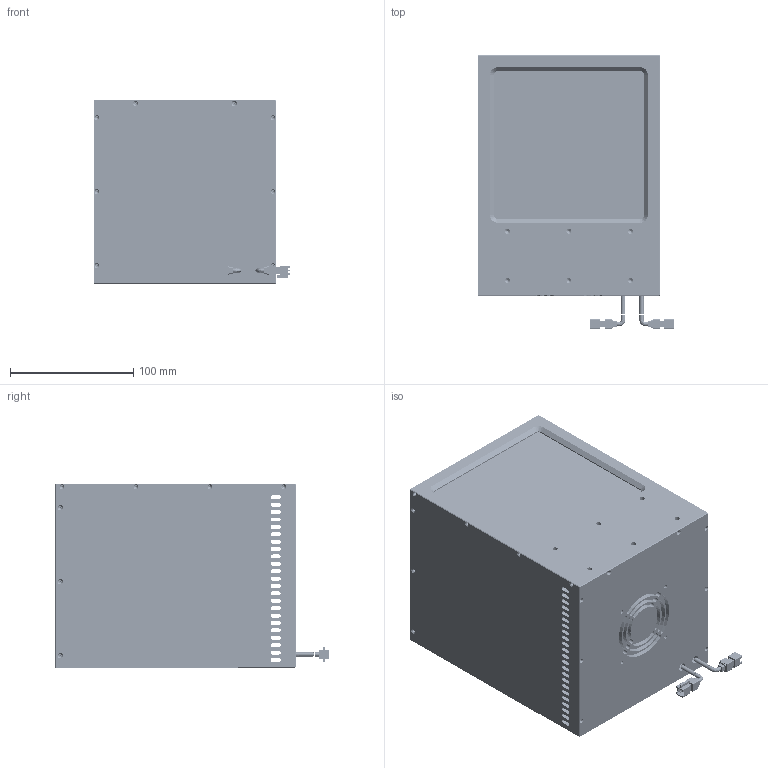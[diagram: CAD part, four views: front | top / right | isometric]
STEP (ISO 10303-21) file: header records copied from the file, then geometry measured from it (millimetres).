
FILE_DESCRIPTION (( 'STEP AP214' ), '1' );
FILE_NAME ('蓝色同轴光源 有效发光面 142141mm.STEP', '2019-01-31T09:13:55', ( 'user' ), ( '微软中国' ), 'SwSTEP 2.0', 'SolidWorks 2016', '' );
FILE_SCHEMA (( 'AUTOMOTIVE_DESIGN' ));
Length unit declared in the file: millimetre
Products named in the file (1): 蓝色同轴光源 有效发光面 142141mm
Bounding box: 159.5 x 222 x 149.7 mm (x, y, z)
Volume: 662153.7 mm3; surface area: 472323.4 mm2
Topology: 23 solids, 23 shells, 3659 faces, 8005 edges, 5240 vertices
Faces by surface type: cylinder 2138, plane 1316, cone 140, bspline 65
Entity records: 142003 total; most frequent: DIRECTION 19395, CARTESIAN_POINT 18022, ORIENTED_EDGE 15874, AXIS2_PLACEMENT_3D 7985, EDGE_CURVE 7937, VERTEX_POINT 5240, EDGE_LOOP 4783, CIRCLE 4390
